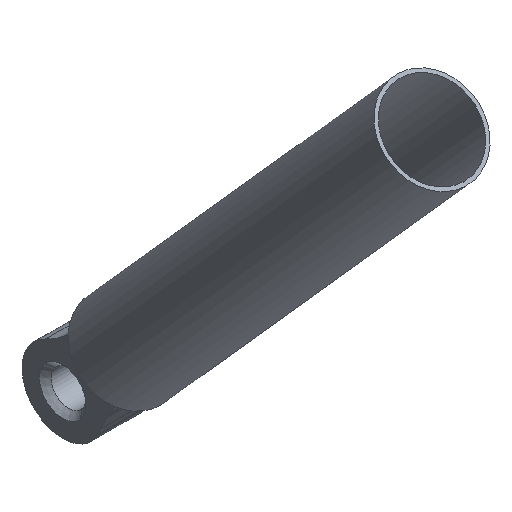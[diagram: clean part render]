
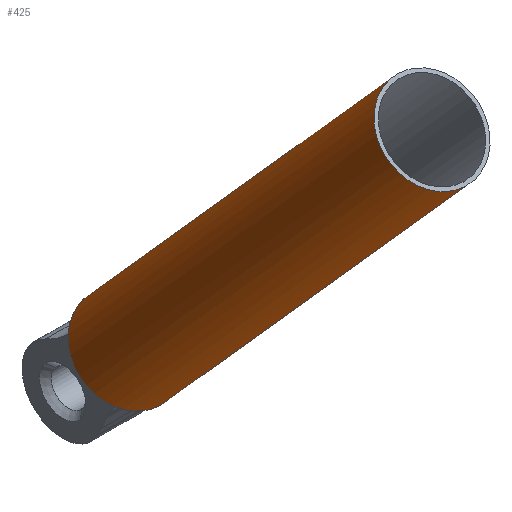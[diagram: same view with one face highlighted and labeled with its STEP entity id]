
A CAD part, isometric view. The second image highlights one B-rep face of the part: STEP entity #425.
In plain terms, the highlighted cylindrical face has radius 50.8 mm (diameter 101.6 mm), a partial arc.
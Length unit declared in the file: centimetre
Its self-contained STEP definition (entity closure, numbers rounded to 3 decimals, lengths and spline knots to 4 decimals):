
#27 = EDGE_CURVE ( 'NONE', #64, #843, #831, .T. ) ;
#30 = ORIENTED_EDGE ( 'NONE', *, *, #718, .T. ) ;
#40 = LINE ( 'NONE', #964, #183 ) ;
#47 = CARTESIAN_POINT ( 'NONE',  ( 0., 83.8467, 91.629 ) ) ;
#50 = VECTOR ( 'NONE', #381, 100. ) ;
#64 = VERTEX_POINT ( 'NONE', #47 ) ;
#109 = AXIS2_PLACEMENT_3D ( 'NONE', #197, #445, #528 ) ;
#138 = VERTEX_POINT ( 'NONE', #449 ) ;
#171 = EDGE_LOOP ( 'NONE', ( #567, #30, #591, #184 ) ) ;
#183 = VECTOR ( 'NONE', #486, 100. ) ;
#184 = ORIENTED_EDGE ( 'NONE', *, *, #736, .F. ) ;
#197 = CARTESIAN_POINT ( 'NONE',  ( 0., 83.7487, 86.5499 ) ) ;
#245 = CARTESIAN_POINT ( 'NONE',  ( 0., 33.4951, 82.4385 ) ) ;
#279 = CARTESIAN_POINT ( 'NONE',  ( 0., 83.6507, 81.4708 ) ) ;
#281 = CARTESIAN_POINT ( 'NONE',  ( 0., 83.8467, 91.629 ) ) ;
#353 = AXIS2_PLACEMENT_3D ( 'NONE', #716, #693, #468 ) ;
#381 = DIRECTION ( 'NONE',  ( 0., -1., 0.019 ) ) ;
#425 = ADVANCED_FACE ( 'NONE', ( #609 ), #943, .T. ) ;
#445 = DIRECTION ( 'NONE',  ( 0., -1., 0.019 ) ) ;
#449 = CARTESIAN_POINT ( 'NONE',  ( 0., 33.6911, 92.5967 ) ) ;
#468 = DIRECTION ( 'NONE',  ( 0., 0.019, 1. ) ) ;
#486 = DIRECTION ( 'NONE',  ( 0., -1., 0.019 ) ) ;
#528 = DIRECTION ( 'NONE',  ( 0., -0.019, -1. ) ) ;
#546 = AXIS2_PLACEMENT_3D ( 'NONE', #756, #1000, #767 ) ;
#567 = ORIENTED_EDGE ( 'NONE', *, *, #27, .F. ) ;
#591 = ORIENTED_EDGE ( 'NONE', *, *, #597, .T. ) ;
#597 = EDGE_CURVE ( 'NONE', #138, #699, #1019, .T. ) ;
#609 = FACE_OUTER_BOUND ( 'NONE', #171, .T. ) ;
#693 = DIRECTION ( 'NONE',  ( 0., 1., -0.019 ) ) ;
#699 = VERTEX_POINT ( 'NONE', #245 ) ;
#716 = CARTESIAN_POINT ( 'NONE',  ( 0., 83.7487, 86.5499 ) ) ;
#718 = EDGE_CURVE ( 'NONE', #64, #138, #791, .T. ) ;
#736 = EDGE_CURVE ( 'NONE', #843, #699, #40, .T. ) ;
#756 = CARTESIAN_POINT ( 'NONE',  ( 0., 33.5931, 87.5176 ) ) ;
#767 = DIRECTION ( 'NONE',  ( 0., 0.019, 1. ) ) ;
#791 = LINE ( 'NONE', #281, #50 ) ;
#831 = CIRCLE ( 'NONE', #353, 5.08 ) ;
#843 = VERTEX_POINT ( 'NONE', #279 ) ;
#943 = CYLINDRICAL_SURFACE ( 'NONE', #109, 5.08 ) ;
#964 = CARTESIAN_POINT ( 'NONE',  ( 0., 83.6507, 81.4708 ) ) ;
#1000 = DIRECTION ( 'NONE',  ( 0., 1., -0.019 ) ) ;
#1019 = CIRCLE ( 'NONE', #546, 5.08 ) ;
